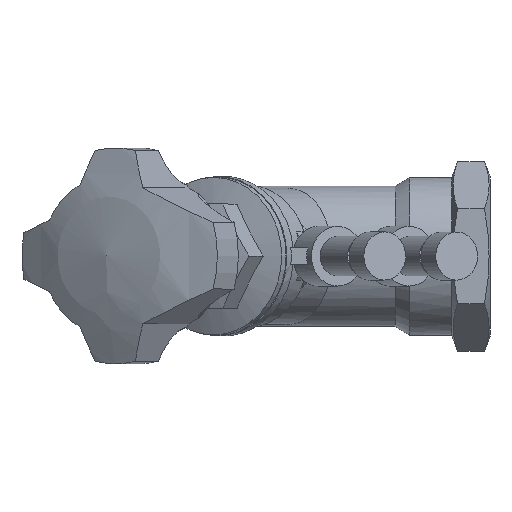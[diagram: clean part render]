
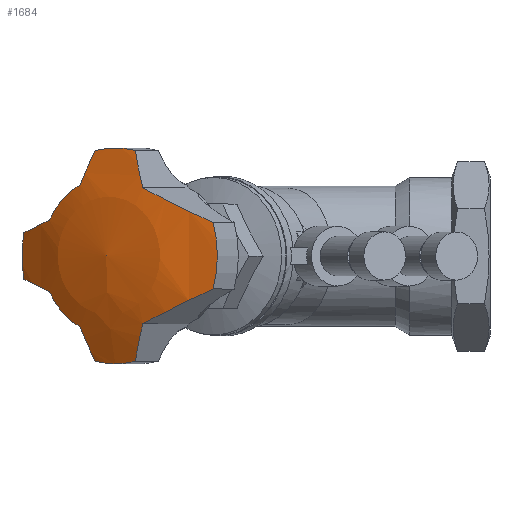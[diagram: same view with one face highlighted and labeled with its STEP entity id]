
A CAD part, top view. The second image highlights one B-rep face of the part: STEP entity #1684.
In plain terms, the highlighted spherical face has radius 100 mm.
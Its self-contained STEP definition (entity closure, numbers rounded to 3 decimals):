
#24=SPHERICAL_SURFACE('',#1885,100.);
#104=CIRCLE('',#1847,35.);
#105=CIRCLE('',#1849,97.262);
#106=CIRCLE('',#1851,98.469);
#108=CIRCLE('',#1854,32.5);
#109=CIRCLE('',#1856,98.469);
#110=CIRCLE('',#1858,98.469);
#112=CIRCLE('',#1861,32.5);
#113=CIRCLE('',#1863,98.469);
#114=CIRCLE('',#1865,98.469);
#116=CIRCLE('',#1868,32.5);
#117=CIRCLE('',#1870,98.469);
#118=CIRCLE('',#1872,97.262);
#126=CIRCLE('',#1882,24.);
#127=CIRCLE('',#1884,24.);
#689=ORIENTED_EDGE('',*,*,#921,.F.);
#690=ORIENTED_EDGE('',*,*,#925,.F.);
#691=ORIENTED_EDGE('',*,*,#928,.F.);
#692=ORIENTED_EDGE('',*,*,#960,.F.);
#693=ORIENTED_EDGE('',*,*,#931,.F.);
#694=ORIENTED_EDGE('',*,*,#935,.F.);
#695=ORIENTED_EDGE('',*,*,#938,.F.);
#696=ORIENTED_EDGE('',*,*,#961,.F.);
#697=ORIENTED_EDGE('',*,*,#941,.F.);
#698=ORIENTED_EDGE('',*,*,#945,.F.);
#699=ORIENTED_EDGE('',*,*,#949,.F.);
#700=ORIENTED_EDGE('',*,*,#951,.F.);
#701=ORIENTED_EDGE('',*,*,#913,.F.);
#702=ORIENTED_EDGE('',*,*,#918,.F.);
#913=EDGE_CURVE('',#1098,#1099,#104,.T.);
#918=EDGE_CURVE('',#1102,#1098,#105,.F.);
#921=EDGE_CURVE('',#1105,#1102,#106,.F.);
#925=EDGE_CURVE('',#1107,#1105,#108,.T.);
#928=EDGE_CURVE('',#1109,#1107,#109,.F.);
#931=EDGE_CURVE('',#1112,#1113,#110,.F.);
#935=EDGE_CURVE('',#1115,#1112,#112,.T.);
#938=EDGE_CURVE('',#1117,#1115,#113,.F.);
#941=EDGE_CURVE('',#1120,#1121,#114,.F.);
#945=EDGE_CURVE('',#1123,#1120,#116,.T.);
#949=EDGE_CURVE('',#1126,#1123,#117,.F.);
#951=EDGE_CURVE('',#1099,#1126,#118,.F.);
#960=EDGE_CURVE('',#1113,#1109,#126,.T.);
#961=EDGE_CURVE('',#1121,#1117,#127,.T.);
#1098=VERTEX_POINT('',#5968);
#1099=VERTEX_POINT('',#5970);
#1102=VERTEX_POINT('',#6053);
#1105=VERTEX_POINT('',#6110);
#1107=VERTEX_POINT('',#6117);
#1109=VERTEX_POINT('',#6176);
#1112=VERTEX_POINT('',#6233);
#1113=VERTEX_POINT('',#6235);
#1115=VERTEX_POINT('',#6241);
#1117=VERTEX_POINT('',#6302);
#1120=VERTEX_POINT('',#6359);
#1121=VERTEX_POINT('',#6361);
#1123=VERTEX_POINT('',#6367);
#1126=VERTEX_POINT('',#6430);
#1394=EDGE_LOOP('',(#689,#690,#691,#692,#693,#694,#695,#696,#697,#698,#699,
#700,#701,#702));
#1527=FACE_BOUND('',#1394,.T.);
#1684=ADVANCED_FACE('',(#1527),#24,.T.);
#1847=AXIS2_PLACEMENT_3D('',#5969,#2234,#2235);
#1849=AXIS2_PLACEMENT_3D('',#6054,#2241,#2242);
#1851=AXIS2_PLACEMENT_3D('',#6111,#2246,#2247);
#1854=AXIS2_PLACEMENT_3D('',#6118,#2254,#2255);
#1856=AXIS2_PLACEMENT_3D('',#6177,#2259,#2260);
#1858=AXIS2_PLACEMENT_3D('',#6234,#2264,#2265);
#1861=AXIS2_PLACEMENT_3D('',#6242,#2272,#2273);
#1863=AXIS2_PLACEMENT_3D('',#6303,#2277,#2278);
#1865=AXIS2_PLACEMENT_3D('',#6360,#2282,#2283);
#1868=AXIS2_PLACEMENT_3D('',#6368,#2290,#2291);
#1870=AXIS2_PLACEMENT_3D('',#6431,#2296,#2297);
#1872=AXIS2_PLACEMENT_3D('',#6511,#2300,#2301);
#1882=AXIS2_PLACEMENT_3D('',#6523,#2321,#2322);
#1884=AXIS2_PLACEMENT_3D('',#6525,#2325,#2326);
#1885=AXIS2_PLACEMENT_3D('',#6526,#2327,#2328);
#2234=DIRECTION('',(0.5,0.,-0.866));
#2235=DIRECTION('',(0.,1.,0.));
#2241=DIRECTION('',(-0.366,-0.906,-0.211));
#2242=DIRECTION('',(0.785,-0.423,0.453));
#2246=DIRECTION('',(-0.814,-0.342,-0.47));
#2247=DIRECTION('',(0.296,-0.94,0.171));
#2254=DIRECTION('',(0.5,0.,-0.866));
#2255=DIRECTION('',(0.,1.,0.));
#2259=DIRECTION('',(0.814,-0.342,0.47));
#2260=DIRECTION('',(0.296,0.94,0.171));
#2264=DIRECTION('',(0.296,-0.94,0.171));
#2265=DIRECTION('',(0.814,0.342,0.47));
#2272=DIRECTION('',(0.5,0.,-0.866));
#2273=DIRECTION('',(0.,1.,0.));
#2277=DIRECTION('',(0.296,0.94,0.171));
#2278=DIRECTION('',(-0.814,0.342,-0.47));
#2282=DIRECTION('',(0.814,0.342,0.47));
#2283=DIRECTION('',(-0.296,0.94,-0.171));
#2290=DIRECTION('',(0.5,0.,-0.866));
#2291=DIRECTION('',(0.,1.,0.));
#2296=DIRECTION('',(-0.814,0.342,-0.47));
#2297=DIRECTION('',(-0.296,-0.94,-0.171));
#2300=DIRECTION('',(-0.366,0.906,-0.211));
#2301=DIRECTION('',(-0.785,-0.423,-0.453));
#2321=DIRECTION('',(0.5,0.,-0.866));
#2322=DIRECTION('',(0.,1.,0.));
#2325=DIRECTION('',(0.5,0.,-0.866));
#2326=DIRECTION('',(0.,1.,0.));
#2327=DIRECTION('',(0.5,0.,-0.866));
#2328=DIRECTION('',(0.,-1.,0.));
#5968=CARTESIAN_POINT('',(-24.375,10.,109.3));
#5969=CARTESIAN_POINT('',(-53.422,0.,92.529));
#5970=CARTESIAN_POINT('',(-24.375,-10.,109.3));
#6053=CARTESIAN_POINT('',(-45.595,20.463,101.179));
#6054=CARTESIAN_POINT('',(1.921,21.061,16.315));
#6110=CARTESIAN_POINT('',(-47.808,31.737,96.806));
#6111=CARTESIAN_POINT('',(7.602,5.962,19.595));
#6117=CARTESIAN_POINT('',(-59.932,31.737,89.806));
#6118=CARTESIAN_POINT('',(-53.87,0.,93.306));
#6176=CARTESIAN_POINT('',(-64.424,21.463,90.106));
#6177=CARTESIAN_POINT('',(-20.771,5.962,3.214));
#6233=CARTESIAN_POINT('',(-81.355,7.,77.437));
#6234=CARTESIAN_POINT('',(-11.748,16.381,8.423));
#6235=CARTESIAN_POINT('',(-73.711,10.739,84.744));
#6241=CARTESIAN_POINT('',(-81.355,-7.,77.437));
#6242=CARTESIAN_POINT('',(-53.87,0.,93.306));
#6302=CARTESIAN_POINT('',(-73.711,-10.739,84.744));
#6303=CARTESIAN_POINT('',(-11.748,-16.381,8.423));
#6359=CARTESIAN_POINT('',(-59.932,-31.737,89.806));
#6360=CARTESIAN_POINT('',(-20.771,-5.962,3.214));
#6361=CARTESIAN_POINT('',(-64.424,-21.463,90.106));
#6367=CARTESIAN_POINT('',(-47.808,-31.737,96.806));
#6368=CARTESIAN_POINT('',(-53.87,0.,93.306));
#6430=CARTESIAN_POINT('',(-45.595,-20.463,101.179));
#6431=CARTESIAN_POINT('',(7.602,-5.962,19.595));
#6511=CARTESIAN_POINT('',(1.921,-21.061,16.315));
#6523=CARTESIAN_POINT('',(-55.123,0.,95.476));
#6525=CARTESIAN_POINT('',(-55.123,0.,95.476));
#6526=CARTESIAN_POINT('',(-6.584,0.,11.405));
